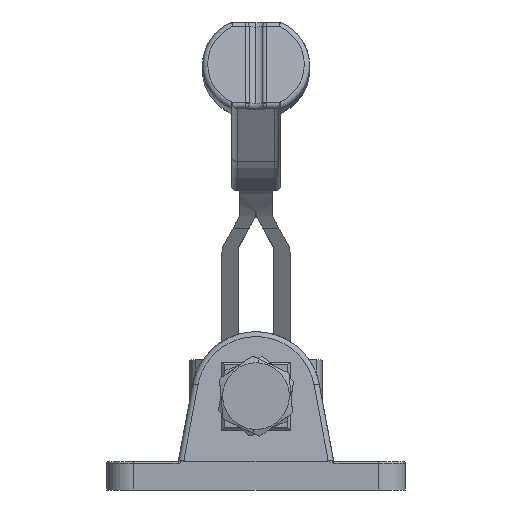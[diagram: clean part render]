
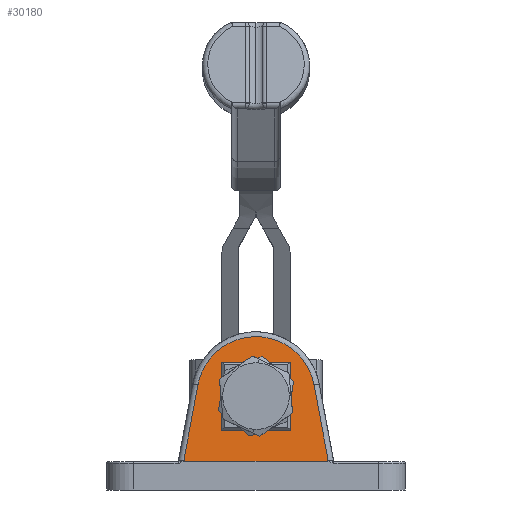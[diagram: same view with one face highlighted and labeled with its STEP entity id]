
A CAD part, left-side view. The second image highlights one B-rep face of the part: STEP entity #30180.
In plain terms, the highlighted planar face has unit normal (-0.996, 0, 0.087).
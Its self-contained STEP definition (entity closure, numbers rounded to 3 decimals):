
#104 = VECTOR ( 'NONE', #1005, 1000. ) ;
#397 = CARTESIAN_POINT ( 'NONE',  ( 0.009, 14.617, 5.408 ) ) ;
#531 = CARTESIAN_POINT ( 'NONE',  ( 0.008, 14.633, 5.392 ) ) ;
#676 = CARTESIAN_POINT ( 'NONE',  ( 0., 34.15, 5.3 ) ) ;
#687 = CARTESIAN_POINT ( 'NONE',  ( 0.006, 14.655, 5.365 ) ) ;
#831 = CARTESIAN_POINT ( 'NONE',  ( 0.005, 14.663, 5.356 ) ) ;
#899 = DIRECTION ( 'NONE',  ( 0., 1., 0. ) ) ;
#973 = CARTESIAN_POINT ( 'NONE',  ( 0.001, 14.678, 5.313 ) ) ;
#1005 = DIRECTION ( 'NONE',  ( -0.087, 0., -0.996 ) ) ;
#1118 = CARTESIAN_POINT ( 'NONE',  ( 0.002, 14.682, 5.325 ) ) ;
#1403 = CARTESIAN_POINT ( 'NONE',  ( 0.003, 14.675, 5.336 ) ) ;
#1589 = CARTESIAN_POINT ( 'NONE',  ( 0.014, 41.035, 5.456 ) ) ;
#1592 = LINE ( 'NONE', #15144, #9249 ) ;
#2426 = EDGE_CURVE ( 'NONE', #19439, #39976, #27376, .T. ) ;
#2576 = CARTESIAN_POINT ( 'NONE',  ( 0.018, 14.486, 5.504 ) ) ;
#2733 = DIRECTION ( 'NONE',  ( 0., -1., 0. ) ) ;
#2961 = CARTESIAN_POINT ( 'NONE',  ( 0.018, 14.486, 5.504 ) ) ;
#4156 = VECTOR ( 'NONE', #2733, 1000. ) ;
#4351 = VERTEX_POINT ( 'NONE', #5939 ) ;
#4525 = VERTEX_POINT ( 'NONE', #23522 ) ;
#4865 = CARTESIAN_POINT ( 'NONE',  ( 0.008, 40.967, 5.392 ) ) ;
#5267 = CARTESIAN_POINT ( 'NONE',  ( 1.623, 55.6, 23.85 ) ) ;
#5939 = CARTESIAN_POINT ( 'NONE',  ( 0.024, 14.353, 5.574 ) ) ;
#6300 = CARTESIAN_POINT ( 'NONE',  ( 0.512, 21.45, 11.15 ) ) ;
#6338 = EDGE_CURVE ( 'NONE', #21129, #13715, #40368, .T. ) ;
#6831 = VERTEX_POINT ( 'NONE', #16730 ) ;
#6957 = LINE ( 'NONE', #676, #16706 ) ;
#7007 = ORIENTED_EDGE ( 'NONE', *, *, #10688, .T. ) ;
#7334 = ORIENTED_EDGE ( 'NONE', *, *, #31989, .T. ) ;
#7626 = CARTESIAN_POINT ( 'NONE',  ( 0.024, 41.247, 5.574 ) ) ;
#8153 = CARTESIAN_POINT ( 'NONE',  ( 0.005, 40.937, 5.356 ) ) ;
#9133 = CARTESIAN_POINT ( 'NONE',  ( 0.024, 14.353, 5.574 ) ) ;
#9249 = VECTOR ( 'NONE', #37895, 1000. ) ;
#9488 = EDGE_CURVE ( 'NONE', #14340, #19439, #12890, .T. ) ;
#10269 = DIRECTION ( 'NONE',  ( 0.087, 0., 0.996 ) ) ;
#10300 = ORIENTED_EDGE ( 'NONE', *, *, #2426, .T. ) ;
#10688 = EDGE_CURVE ( 'NONE', #20984, #25113, #24055, .T. ) ;
#10800 = LINE ( 'NONE', #39982, #19522 ) ;
#11127 = CARTESIAN_POINT ( 'NONE',  ( -0.016, 41.333, 5.12 ) ) ;
#11467 = CARTESIAN_POINT ( 'NONE',  ( 0.002, 40.918, 5.324 ) ) ;
#12777 = VERTEX_POINT ( 'NONE', #27600 ) ;
#12890 = LINE ( 'NONE', #35276, #4156 ) ;
#13276 = EDGE_LOOP ( 'NONE', ( #16815, #7007, #35504, #38936 ) ) ;
#13715 = VERTEX_POINT ( 'NONE', #22643 ) ;
#14191 = CARTESIAN_POINT ( 'NONE',  ( 0., 55.6, 5.3 ) ) ;
#14340 = VERTEX_POINT ( 'NONE', #27946 ) ;
#14648 = CARTESIAN_POINT ( 'NONE',  ( 1.623, 34.15, 23.85 ) ) ;
#14839 = EDGE_LOOP ( 'NONE', ( #31601, #27281, #10300, #33820, #7334, #18087, #25237, #35020 ) ) ;
#15144 = CARTESIAN_POINT ( 'NONE',  ( 1.245, 16.973, 19.534 ) ) ;
#15421 = VECTOR ( 'NONE', #34666, 1000. ) ;
#15942 = EDGE_CURVE ( 'NONE', #6831, #20984, #6957, .T. ) ;
#16636 = B_SPLINE_CURVE_WITH_KNOTS ( 'NONE', 3,
 ( #7626, #23940, #17558, #40282 ),
 .UNSPECIFIED., .F., .F.,
 ( 4, 4 ),
 ( 0., 0. ),
 .UNSPECIFIED. ) ;
#16640 = CARTESIAN_POINT ( 'NONE',  ( 2.611, 35.697, 35.14 ) ) ;
#16706 = VECTOR ( 'NONE', #10269, 1000. ) ;
#16730 = CARTESIAN_POINT ( 'NONE',  ( 0.512, 34.15, 11.15 ) ) ;
#16815 = ORIENTED_EDGE ( 'NONE', *, *, #15942, .T. ) ;
#17481 = DIRECTION ( 'NONE',  ( 0.996, 0., -0.087 ) ) ;
#17558 = CARTESIAN_POINT ( 'NONE',  ( 0.02, 41.159, 5.527 ) ) ;
#17563 = LINE ( 'NONE', #23745, #104 ) ;
#17729 = B_SPLINE_CURVE_WITH_KNOTS ( 'NONE', 3,
 ( #17958, #21207, #1589, #24459, #4865, #27737, #8153, #31002, #11467, #34255 ),
 .UNSPECIFIED., .F., .F.,
 ( 4, 2, 2, 2, 4 ),
 ( 0., 0., 0., 0., 0. ),
 .UNSPECIFIED. ) ;
#17958 = CARTESIAN_POINT ( 'NONE',  ( 0.018, 41.114, 5.504 ) ) ;
#18087 = ORIENTED_EDGE ( 'NONE', *, *, #6338, .T. ) ;
#19439 = VERTEX_POINT ( 'NONE', #27892 ) ;
#19522 = VECTOR ( 'NONE', #899, 1000. ) ;
#20706 = B_SPLINE_CURVE_WITH_KNOTS ( 'NONE', 3,
 ( #2576, #22183, #28690, #9133 ),
 .UNSPECIFIED., .F., .F.,
 ( 4, 4 ),
 ( 0.001, 0.001 ),
 .UNSPECIFIED. ) ;
#20931 = FACE_BOUND ( 'NONE', #13276, .T. ) ;
#20984 = VERTEX_POINT ( 'NONE', #14648 ) ;
#20985 = EDGE_CURVE ( 'NONE', #4525, #14340, #17729, .T. ) ;
#21129 = VERTEX_POINT ( 'NONE', #22192 ) ;
#21207 = CARTESIAN_POINT ( 'NONE',  ( 0.016, 41.072, 5.483 ) ) ;
#22183 = CARTESIAN_POINT ( 'NONE',  ( 0.02, 14.441, 5.527 ) ) ;
#22192 = CARTESIAN_POINT ( 'NONE',  ( 1.253, 16.989, 19.617 ) ) ;
#22643 = CARTESIAN_POINT ( 'NONE',  ( 1.253, 38.611, 19.617 ) ) ;
#23522 = CARTESIAN_POINT ( 'NONE',  ( 0.018, 41.114, 5.504 ) ) ;
#23745 = CARTESIAN_POINT ( 'NONE',  ( 0., 21.45, 5.3 ) ) ;
#23805 = CARTESIAN_POINT ( 'NONE',  ( 1.623, 21.45, 23.85 ) ) ;
#23940 = CARTESIAN_POINT ( 'NONE',  ( 0.022, 41.203, 5.55 ) ) ;
#24055 = LINE ( 'NONE', #5267, #15421 ) ;
#24459 = CARTESIAN_POINT ( 'NONE',  ( 0.009, 40.984, 5.409 ) ) ;
#25113 = VERTEX_POINT ( 'NONE', #23805 ) ;
#25176 = EDGE_CURVE ( 'NONE', #12777, #4525, #16636, .T. ) ;
#25237 = ORIENTED_EDGE ( 'NONE', *, *, #35107, .T. ) ;
#26002 = VECTOR ( 'NONE', #30663, 1000. ) ;
#27281 = ORIENTED_EDGE ( 'NONE', *, *, #9488, .T. ) ;
#27376 = B_SPLINE_CURVE_WITH_KNOTS ( 'NONE', 3,
 ( #973, #1118, #1403, #831, #687, #531, #397, #38918, #34656, #35380 ),
 .UNSPECIFIED., .F., .F.,
 ( 4, 2, 2, 2, 4 ),
 ( 0., 0., 0., 0., 0. ),
 .UNSPECIFIED. ) ;
#27600 = CARTESIAN_POINT ( 'NONE',  ( 0.024, 41.247, 5.574 ) ) ;
#27737 = CARTESIAN_POINT ( 'NONE',  ( 0.006, 40.944, 5.365 ) ) ;
#27892 = CARTESIAN_POINT ( 'NONE',  ( 0.001, 14.678, 5.313 ) ) ;
#27946 = CARTESIAN_POINT ( 'NONE',  ( 0.001, 40.922, 5.313 ) ) ;
#28690 = CARTESIAN_POINT ( 'NONE',  ( 0.022, 14.397, 5.55 ) ) ;
#30180 = ADVANCED_FACE ( 'NONE', ( #38226, #20931 ), #30283, .F. ) ;
#30283 = PLANE ( 'NONE',  #31869 ) ;
#30663 = DIRECTION ( 'NONE',  ( -0.086, 0.184, -0.979 ) ) ;
#31002 = CARTESIAN_POINT ( 'NONE',  ( 0.003, 40.925, 5.336 ) ) ;
#31601 = ORIENTED_EDGE ( 'NONE', *, *, #20985, .T. ) ;
#31869 = AXIS2_PLACEMENT_3D ( 'NONE', #14191, #17481, #40206 ) ;
#31989 = EDGE_CURVE ( 'NONE', #4351, #21129, #1592, .T. ) ;
#32347 = EDGE_CURVE ( 'NONE', #37478, #6831, #10800, .T. ) ;
#32855 = CARTESIAN_POINT ( 'NONE',  ( 2.611, 19.903, 35.14 ) ) ;
#33820 = ORIENTED_EDGE ( 'NONE', *, *, #34685, .T. ) ;
#34255 = CARTESIAN_POINT ( 'NONE',  ( 0.001, 40.922, 5.313 ) ) ;
#34646 = LINE ( 'NONE', #11127, #26002 ) ;
#34656 = CARTESIAN_POINT ( 'NONE',  ( 0.016, 14.528, 5.483 ) ) ;
#34666 = DIRECTION ( 'NONE',  ( 0., -1., 0. ) ) ;
#34685 = EDGE_CURVE ( 'NONE', #39976, #4351, #20706, .T. ) ;
#35020 = ORIENTED_EDGE ( 'NONE', *, *, #25176, .T. ) ;
#35107 = EDGE_CURVE ( 'NONE', #13715, #12777, #34646, .T. ) ;
#35276 = CARTESIAN_POINT ( 'NONE',  ( 0.001, 55.6, 5.313 ) ) ;
#35380 = CARTESIAN_POINT ( 'NONE',  ( 0.018, 14.486, 5.504 ) ) ;
#35504 = ORIENTED_EDGE ( 'NONE', *, *, #39382, .T. ) ;
#36142 = CARTESIAN_POINT ( 'NONE',  ( 1.253, 16.989, 19.617 ) ) ;
#37478 = VERTEX_POINT ( 'NONE', #6300 ) ;
#37895 = DIRECTION ( 'NONE',  ( 0.086, 0.184, 0.979 ) ) ;
#38226 = FACE_OUTER_BOUND ( 'NONE', #14839, .T. ) ;
#38918 = CARTESIAN_POINT ( 'NONE',  ( 0.014, 14.565, 5.455 ) ) ;
#38936 = ORIENTED_EDGE ( 'NONE', *, *, #32347, .T. ) ;
#39382 = EDGE_CURVE ( 'NONE', #25113, #37478, #17563, .T. ) ;
#39385 = CARTESIAN_POINT ( 'NONE',  ( 1.253, 38.611, 19.617 ) ) ;
#39976 = VERTEX_POINT ( 'NONE', #2961 ) ;
#39982 = CARTESIAN_POINT ( 'NONE',  ( 0.512, 55.6, 11.15 ) ) ;
#40206 = DIRECTION ( 'NONE',  ( -0.087, 0., -0.996 ) ) ;
#40282 = CARTESIAN_POINT ( 'NONE',  ( 0.018, 41.114, 5.504 ) ) ;
#40368 =( BOUNDED_CURVE ( )  B_SPLINE_CURVE ( 3, ( #36142, #32855, #16640, #39385 ),
 .UNSPECIFIED., .F., .T. ) 
 B_SPLINE_CURVE_WITH_KNOTS ( ( 4, 4 ),
 ( 1.756, 4.527 ),
 .UNSPECIFIED. ) 
 CURVE ( )  GEOMETRIC_REPRESENTATION_ITEM ( )  RATIONAL_B_SPLINE_CURVE ( ( 1., 0.456, 0.456, 1. ) ) 
 REPRESENTATION_ITEM ( '' )  );
